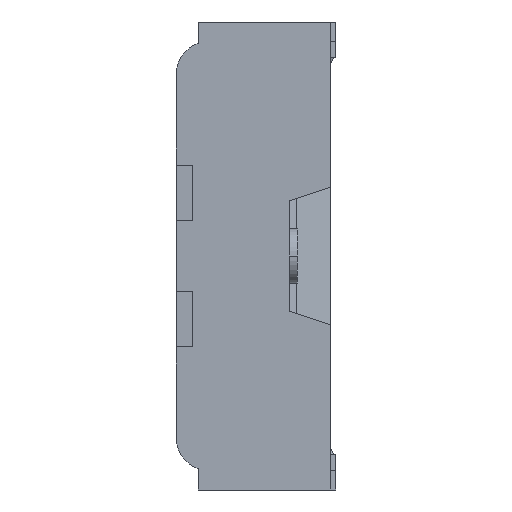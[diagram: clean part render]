
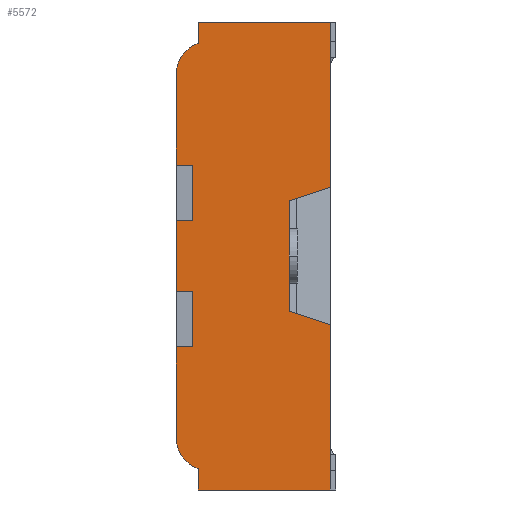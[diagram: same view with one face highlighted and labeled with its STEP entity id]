
A CAD part, left-side view. The second image highlights one B-rep face of the part: STEP entity #5572.
In plain terms, the highlighted face is planar.
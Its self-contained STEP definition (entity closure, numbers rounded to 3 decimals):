
#550=DIRECTION('',(0.,0.,1.));
#551=VECTOR('',#550,0.077);
#552=CARTESIAN_POINT('',(2.175,0.48,-0.85));
#553=LINE('',#552,#551);
#574=DIRECTION('',(0.,0.,1.));
#575=VECTOR('',#574,0.4);
#576=CARTESIAN_POINT('',(2.175,0.15,-0.2));
#577=LINE('',#576,#575);
#578=DIRECTION('',(0.,-0.949,0.316));
#579=VECTOR('',#578,0.158);
#580=CARTESIAN_POINT('',(2.175,0.15,0.2));
#581=LINE('',#580,#579);
#582=DIRECTION('',(0.,0.,1.));
#583=VECTOR('',#582,0.6);
#584=CARTESIAN_POINT('',(2.175,0.,0.25));
#585=LINE('',#584,#583);
#586=DIRECTION('',(0.,1.,0.));
#587=VECTOR('',#586,0.48);
#588=CARTESIAN_POINT('',(2.175,0.,0.85));
#589=LINE('',#588,#587);
#590=DIRECTION('',(0.,0.,-1.));
#591=VECTOR('',#590,0.077);
#592=CARTESIAN_POINT('',(2.175,0.48,0.85));
#593=LINE('',#592,#591);
#594=CARTESIAN_POINT('',(2.175,0.44,0.66));
#595=DIRECTION('',(-1.,0.,0.));
#596=DIRECTION('',(0.,0.333,0.943));
#597=AXIS2_PLACEMENT_3D('',#594,#595,#596);
#599=DIRECTION('',(0.,0.,-1.));
#600=VECTOR('',#599,0.33);
#601=CARTESIAN_POINT('',(2.175,0.56,0.66));
#602=LINE('',#601,#600);
#603=DIRECTION('',(0.,-1.,0.));
#604=VECTOR('',#603,0.06);
#605=CARTESIAN_POINT('',(2.175,0.56,0.33));
#606=LINE('',#605,#604);
#607=DIRECTION('',(0.,0.,-1.));
#608=VECTOR('',#607,0.2);
#609=CARTESIAN_POINT('',(2.175,0.5,0.33));
#610=LINE('',#609,#608);
#611=DIRECTION('',(0.,1.,0.));
#612=VECTOR('',#611,0.06);
#613=CARTESIAN_POINT('',(2.175,0.5,0.13));
#614=LINE('',#613,#612);
#615=DIRECTION('',(0.,0.,-1.));
#616=VECTOR('',#615,0.26);
#617=CARTESIAN_POINT('',(2.175,0.56,0.13));
#618=LINE('',#617,#616);
#619=DIRECTION('',(0.,-1.,0.));
#620=VECTOR('',#619,0.06);
#621=CARTESIAN_POINT('',(2.175,0.56,-0.13));
#622=LINE('',#621,#620);
#623=DIRECTION('',(0.,0.,-1.));
#624=VECTOR('',#623,0.2);
#625=CARTESIAN_POINT('',(2.175,0.5,-0.13));
#626=LINE('',#625,#624);
#627=CARTESIAN_POINT('',(2.175,0.44,-0.66));
#628=DIRECTION('',(-1.,0.,0.));
#629=DIRECTION('',(0.,1.,0.));
#630=AXIS2_PLACEMENT_3D('',#627,#628,#629);
#632=DIRECTION('',(0.,-1.,0.));
#633=VECTOR('',#632,0.48);
#634=CARTESIAN_POINT('',(2.175,0.48,-0.85));
#635=LINE('',#634,#633);
#636=DIRECTION('',(0.,0.,1.));
#637=VECTOR('',#636,0.6);
#638=CARTESIAN_POINT('',(2.175,0.,-0.85));
#639=LINE('',#638,#637);
#640=DIRECTION('',(0.,0.949,0.316));
#641=VECTOR('',#640,0.158);
#642=CARTESIAN_POINT('',(2.175,0.,-0.25));
#643=LINE('',#642,#641);
#2784=DIRECTION('',(0.,0.,1.));
#2785=VECTOR('',#2784,0.33);
#2786=CARTESIAN_POINT('',(2.175,0.56,-0.66));
#2787=LINE('',#2786,#2785);
#2800=DIRECTION('',(0.,-1.,0.));
#2801=VECTOR('',#2800,0.06);
#2802=CARTESIAN_POINT('',(2.175,0.56,-0.33));
#2803=LINE('',#2802,#2801);
#3910=CARTESIAN_POINT('',(2.175,0.,-0.85));
#3911=VERTEX_POINT('',#3910);
#3912=CARTESIAN_POINT('',(2.175,0.48,-0.85));
#3913=VERTEX_POINT('',#3912);
#3934=CARTESIAN_POINT('',(2.175,0.,0.85));
#3935=VERTEX_POINT('',#3934);
#3936=CARTESIAN_POINT('',(2.175,0.,0.25));
#3937=VERTEX_POINT('',#3936);
#3942=CARTESIAN_POINT('',(2.175,0.,-0.25));
#3943=VERTEX_POINT('',#3942);
#4076=CARTESIAN_POINT('',(2.175,0.48,0.773));
#4077=VERTEX_POINT('',#4076);
#4078=CARTESIAN_POINT('',(2.175,0.48,0.85));
#4079=VERTEX_POINT('',#4078);
#4125=CARTESIAN_POINT('',(2.175,0.48,-0.773));
#4126=VERTEX_POINT('',#4125);
#4209=CARTESIAN_POINT('',(2.175,0.56,-0.66));
#4210=VERTEX_POINT('',#4209);
#4241=CARTESIAN_POINT('',(2.175,0.56,-0.13));
#4242=VERTEX_POINT('',#4241);
#4243=CARTESIAN_POINT('',(2.175,0.56,0.13));
#4244=VERTEX_POINT('',#4243);
#4249=CARTESIAN_POINT('',(2.175,0.56,0.33));
#4250=VERTEX_POINT('',#4249);
#4251=CARTESIAN_POINT('',(2.175,0.56,0.66));
#4252=VERTEX_POINT('',#4251);
#4257=CARTESIAN_POINT('',(2.175,0.56,-0.33));
#4258=VERTEX_POINT('',#4257);
#4263=CARTESIAN_POINT('',(2.175,0.5,-0.33));
#4264=VERTEX_POINT('',#4263);
#4265=CARTESIAN_POINT('',(2.175,0.15,-0.2));
#4266=CARTESIAN_POINT('',(2.175,0.15,0.2));
#4267=VERTEX_POINT('',#4265);
#4268=VERTEX_POINT('',#4266);
#4269=CARTESIAN_POINT('',(2.175,0.5,0.33));
#4270=VERTEX_POINT('',#4269);
#4271=CARTESIAN_POINT('',(2.175,0.5,0.13));
#4272=VERTEX_POINT('',#4271);
#4273=CARTESIAN_POINT('',(2.175,0.5,-0.13));
#4274=VERTEX_POINT('',#4273);
#5531=CARTESIAN_POINT('',(2.175,0.28,0.));
#5532=DIRECTION('',(1.,0.,0.));
#5533=DIRECTION('',(0.,-1.,0.));
#5534=AXIS2_PLACEMENT_3D('',#5531,#5532,#5533);
#5535=PLANE('',#5534);
#5537=ORIENTED_EDGE('',*,*,#5536,.T.);
#5539=ORIENTED_EDGE('',*,*,#5538,.T.);
#5540=ORIENTED_EDGE('',*,*,#5011,.T.);
#5541=ORIENTED_EDGE('',*,*,#5169,.T.);
#5542=ORIENTED_EDGE('',*,*,#5212,.T.);
#5544=ORIENTED_EDGE('',*,*,#5543,.T.);
#5546=ORIENTED_EDGE('',*,*,#5545,.T.);
#5548=ORIENTED_EDGE('',*,*,#5547,.T.);
#5550=ORIENTED_EDGE('',*,*,#5549,.T.);
#5552=ORIENTED_EDGE('',*,*,#5551,.T.);
#5554=ORIENTED_EDGE('',*,*,#5553,.T.);
#5556=ORIENTED_EDGE('',*,*,#5555,.T.);
#5558=ORIENTED_EDGE('',*,*,#5557,.T.);
#5560=ORIENTED_EDGE('',*,*,#5559,.F.);
#5562=ORIENTED_EDGE('',*,*,#5561,.F.);
#5564=ORIENTED_EDGE('',*,*,#5563,.T.);
#5565=ORIENTED_EDGE('',*,*,#5506,.F.);
#5566=ORIENTED_EDGE('',*,*,#4928,.T.);
#5567=ORIENTED_EDGE('',*,*,#5019,.T.);
#5569=ORIENTED_EDGE('',*,*,#5568,.T.);
#5570=EDGE_LOOP('',(#5537,#5539,#5540,#5541,#5542,#5544,#5546,#5548,#5550,#5552,
#5554,#5556,#5558,#5560,#5562,#5564,#5565,#5566,#5567,#5569));
#5571=FACE_OUTER_BOUND('',#5570,.F.);
#598=CIRCLE('',#597,0.12);
#631=CIRCLE('',#630,0.12);
#4928=EDGE_CURVE('',#3913,#3911,#635,.T.);
#5011=EDGE_CURVE('',#3937,#3935,#585,.T.);
#5019=EDGE_CURVE('',#3911,#3943,#639,.T.);
#5169=EDGE_CURVE('',#3935,#4079,#589,.T.);
#5212=EDGE_CURVE('',#4079,#4077,#593,.T.);
#5506=EDGE_CURVE('',#3913,#4126,#553,.T.);
#5536=EDGE_CURVE('',#4267,#4268,#577,.T.);
#5538=EDGE_CURVE('',#4268,#3937,#581,.T.);
#5543=EDGE_CURVE('',#4077,#4252,#598,.T.);
#5545=EDGE_CURVE('',#4252,#4250,#602,.T.);
#5547=EDGE_CURVE('',#4250,#4270,#606,.T.);
#5549=EDGE_CURVE('',#4270,#4272,#610,.T.);
#5551=EDGE_CURVE('',#4272,#4244,#614,.T.);
#5553=EDGE_CURVE('',#4244,#4242,#618,.T.);
#5555=EDGE_CURVE('',#4242,#4274,#622,.T.);
#5557=EDGE_CURVE('',#4274,#4264,#626,.T.);
#5559=EDGE_CURVE('',#4258,#4264,#2803,.T.);
#5561=EDGE_CURVE('',#4210,#4258,#2787,.T.);
#5563=EDGE_CURVE('',#4210,#4126,#631,.T.);
#5568=EDGE_CURVE('',#3943,#4267,#643,.T.);
#5572=ADVANCED_FACE('',(#5571),#5535,.T.);
